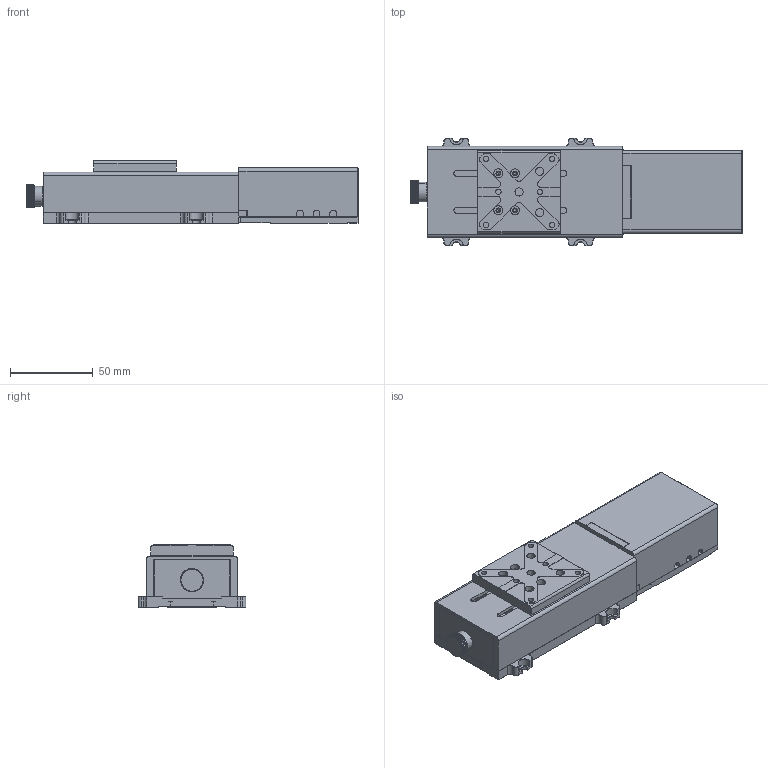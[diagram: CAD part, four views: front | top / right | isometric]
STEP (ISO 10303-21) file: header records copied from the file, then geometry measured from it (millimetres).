
FILE_DESCRIPTION (( 'STEP AP203' ), '1' );
FILE_NAME ('528651.STEP', '2024-09-21T07:55:34', ( '' ), ( '' ), 'SwSTEP 2.0', 'SolidWorks 2020', '' );
FILE_SCHEMA (( 'CONFIG_CONTROL_DESIGN' ));
Length unit declared in the file: millimetre
Products named in the file (1): 528651
Bounding box: 200.5 x 65 x 38 mm (x, y, z)
Volume: 216858.6 mm3; surface area: 116223.6 mm2
Topology: 40 solids, 40 shells, 2836 faces, 7034 edges, 4352 vertices
Faces by surface type: plane 1645, cylinder 783, cone 356, bspline 48, torus 4
Entity records: 85757 total; most frequent: CARTESIAN_POINT 17845, DIRECTION 14104, ORIENTED_EDGE 14004, EDGE_CURVE 7002, AXIS2_PLACEMENT_3D 4705, LINE 4694, VECTOR 4694, VERTEX_POINT 4352
